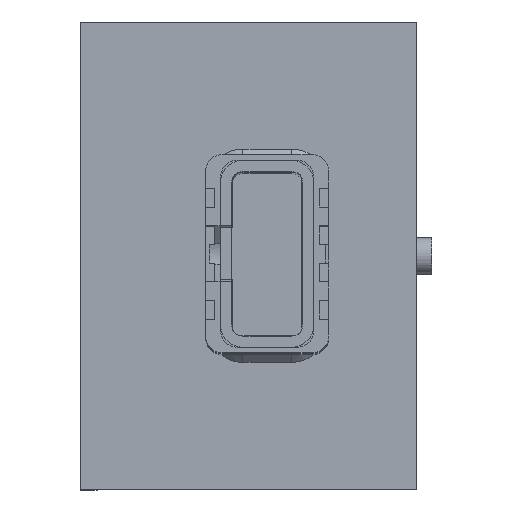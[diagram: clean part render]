
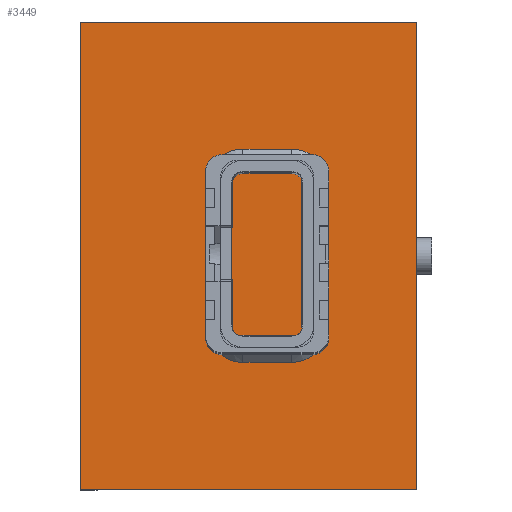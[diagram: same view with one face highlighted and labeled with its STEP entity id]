
A CAD part, top view. The second image highlights one B-rep face of the part: STEP entity #3449.
In plain terms, the highlighted face is planar.
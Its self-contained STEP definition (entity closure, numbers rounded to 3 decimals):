
#262=FACE_OUTER_BOUND('',#449,.T.);
#449=EDGE_LOOP('',(#2381,#2382,#2383,#2384));
#654=LINE('',#5183,#1063);
#657=LINE('',#5189,#1066);
#658=LINE('',#5191,#1067);
#659=LINE('',#5192,#1068);
#1063=VECTOR('',#4184,10.);
#1066=VECTOR('',#4189,10.);
#1067=VECTOR('',#4190,10.);
#1068=VECTOR('',#4191,10.);
#1472=VERTEX_POINT('',#5180);
#1473=VERTEX_POINT('',#5182);
#1475=VERTEX_POINT('',#5188);
#1476=VERTEX_POINT('',#5190);
#1825=EDGE_CURVE('',#1473,#1472,#654,.T.);
#1828=EDGE_CURVE('',#1472,#1475,#657,.T.);
#1829=EDGE_CURVE('',#1476,#1475,#658,.T.);
#1830=EDGE_CURVE('',#1473,#1476,#659,.T.);
#2381=ORIENTED_EDGE('',*,*,#1828,.T.);
#2382=ORIENTED_EDGE('',*,*,#1829,.F.);
#2383=ORIENTED_EDGE('',*,*,#1830,.F.);
#2384=ORIENTED_EDGE('',*,*,#1825,.T.);
#3300=PLANE('',#3808);
#3449=ADVANCED_FACE('',(#262),#3300,.T.);
#3808=AXIS2_PLACEMENT_3D('',#5187,#4187,#4188);
#4184=DIRECTION('',(0.,0.,1.));
#4187=DIRECTION('center_axis',(0.,-1.,0.));
#4188=DIRECTION('ref_axis',(0.,0.,-1.));
#4189=DIRECTION('',(-1.,0.,0.));
#4190=DIRECTION('',(0.,0.,1.));
#4191=DIRECTION('',(-1.,0.,0.));
#5180=CARTESIAN_POINT('',(129.381,-50.619,250.));
#5182=CARTESIAN_POINT('',(129.381,-50.619,0.));
#5183=CARTESIAN_POINT('',(129.381,-50.619,0.));
#5187=CARTESIAN_POINT('Origin',(129.381,-50.619,0.));
#5188=CARTESIAN_POINT('',(-50.619,-50.619,250.));
#5189=CARTESIAN_POINT('',(84.381,-50.619,250.));
#5190=CARTESIAN_POINT('',(-50.619,-50.619,0.));
#5191=CARTESIAN_POINT('',(-50.619,-50.619,0.));
#5192=CARTESIAN_POINT('',(84.381,-50.619,0.));
